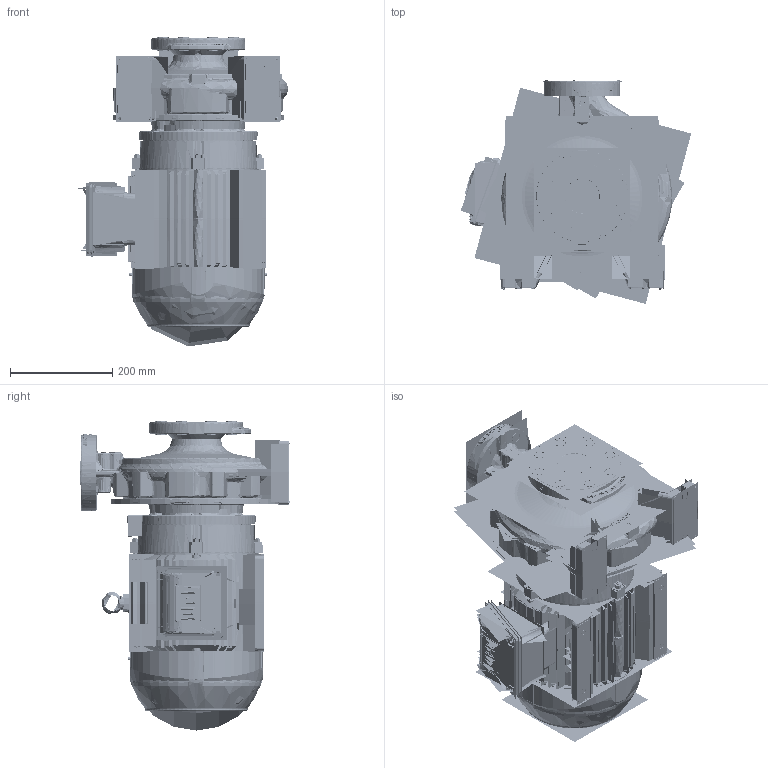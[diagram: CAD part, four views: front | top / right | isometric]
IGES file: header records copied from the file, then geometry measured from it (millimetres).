
Start section:  PTC IGES file: 87233363-00.igs
Global section: file name: 87233363-00.igs; native system: Creo Parametric by PTC Inc.; preprocessor: 2019224; author: pand01; organization: Unknown; date: 20201029.154343; units: millimetre
Bounding box: 451.64 x 438.48 x 605.7 mm (x, y, z)
Volume: 68476123.9 mm3; surface area: 23758803.8 mm2
Topology: 3 solids, 10 shells, 13290 faces, 78380 edges, 106629 vertices
Faces by surface type: bspline 10492, revolution 2790, extrusion 8
